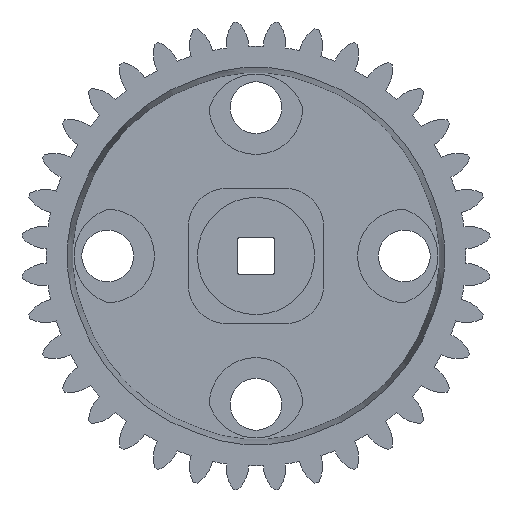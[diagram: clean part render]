
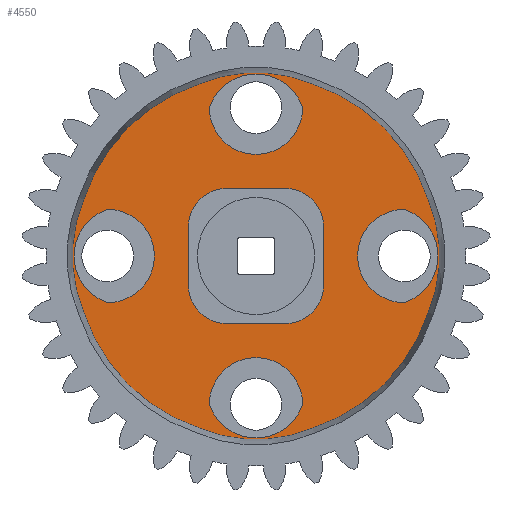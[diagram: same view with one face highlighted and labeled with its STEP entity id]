
A CAD part, front view. The second image highlights one B-rep face of the part: STEP entity #4550.
In plain terms, the highlighted planar face has unit normal (0, -1, 0).
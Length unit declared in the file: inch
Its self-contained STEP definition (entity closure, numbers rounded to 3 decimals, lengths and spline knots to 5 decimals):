
#33=FACE_BOUND('',#398,.T.);
#34=FACE_BOUND('',#399,.T.);
#35=FACE_BOUND('',#400,.T.);
#36=FACE_BOUND('',#401,.T.);
#37=FACE_BOUND('',#402,.T.);
#58=PLANE('',#4917);
#151=FACE_OUTER_BOUND('',#397,.T.);
#397=EDGE_LOOP('',(#2803,#2804,#2805,#2806,#2807,#2808,#2809,#2810));
#398=EDGE_LOOP('',(#2811,#2812));
#399=EDGE_LOOP('',(#2813,#2814));
#400=EDGE_LOOP('',(#2815,#2816));
#401=EDGE_LOOP('',(#2817,#2818,#2819,#2820,#2821,#2822,#2823,#2824));
#402=EDGE_LOOP('',(#2825,#2826));
#678=LINE('',#7323,#927);
#679=LINE('',#7327,#928);
#680=LINE('',#7331,#929);
#681=LINE('',#7335,#930);
#927=VECTOR('',#5707,0.2);
#928=VECTOR('',#5710,0.2);
#929=VECTOR('',#5713,0.2);
#930=VECTOR('',#5716,0.2);
#1179=CIRCLE('',#4895,0.16594);
#1181=CIRCLE('',#4898,0.15748);
#1182=CIRCLE('',#4900,0.49276);
#1184=CIRCLE('',#4903,0.49276);
#1194=CIRCLE('',#4918,0.49276);
#1195=CIRCLE('',#4919,0.61129);
#1196=CIRCLE('',#4920,0.49276);
#1197=CIRCLE('',#4921,0.61129);
#1198=CIRCLE('',#4922,0.61129);
#1199=CIRCLE('',#4923,0.61129);
#1200=CIRCLE('',#4924,0.16594);
#1201=CIRCLE('',#4925,0.16594);
#1202=CIRCLE('',#4926,0.15748);
#1203=CIRCLE('',#4927,0.15748);
#1204=CIRCLE('',#4928,0.12756);
#1205=CIRCLE('',#4929,0.12756);
#1206=CIRCLE('',#4930,0.12756);
#1207=CIRCLE('',#4931,0.12756);
#1208=CIRCLE('',#4932,0.16594);
#1209=CIRCLE('',#4933,0.15748);
#1616=VERTEX_POINT('',#7224);
#1617=VERTEX_POINT('',#7226);
#1620=VERTEX_POINT('',#7233);
#1621=VERTEX_POINT('',#7235);
#1622=VERTEX_POINT('',#7239);
#1623=VERTEX_POINT('',#7240);
#1626=VERTEX_POINT('',#7254);
#1627=VERTEX_POINT('',#7255);
#1646=VERTEX_POINT('',#7305);
#1647=VERTEX_POINT('',#7306);
#1648=VERTEX_POINT('',#7308);
#1649=VERTEX_POINT('',#7310);
#1650=VERTEX_POINT('',#7316);
#1651=VERTEX_POINT('',#7317);
#1652=VERTEX_POINT('',#7321);
#1653=VERTEX_POINT('',#7322);
#1654=VERTEX_POINT('',#7324);
#1655=VERTEX_POINT('',#7326);
#1656=VERTEX_POINT('',#7328);
#1657=VERTEX_POINT('',#7330);
#1658=VERTEX_POINT('',#7332);
#1659=VERTEX_POINT('',#7334);
#1660=VERTEX_POINT('',#7337);
#1661=VERTEX_POINT('',#7338);
#2080=EDGE_CURVE('',#1617,#1616,#1179,.T.);
#2084=EDGE_CURVE('',#1621,#1620,#1181,.T.);
#2086=EDGE_CURVE('',#1622,#1623,#1182,.T.);
#2090=EDGE_CURVE('',#1626,#1627,#1184,.T.);
#2110=EDGE_CURVE('',#1646,#1647,#1194,.T.);
#2111=EDGE_CURVE('',#1648,#1646,#1195,.T.);
#2112=EDGE_CURVE('',#1649,#1648,#1196,.T.);
#2113=EDGE_CURVE('',#1623,#1649,#1197,.T.);
#2114=EDGE_CURVE('',#1627,#1622,#1198,.T.);
#2115=EDGE_CURVE('',#1647,#1626,#1199,.T.);
#2116=EDGE_CURVE('',#1620,#1621,#1200,.T.);
#2117=EDGE_CURVE('',#1650,#1651,#1201,.T.);
#2118=EDGE_CURVE('',#1651,#1650,#1202,.T.);
#2119=EDGE_CURVE('',#1616,#1617,#1203,.T.);
#2120=EDGE_CURVE('',#1652,#1653,#678,.T.);
#2121=EDGE_CURVE('',#1652,#1654,#1204,.T.);
#2122=EDGE_CURVE('',#1655,#1654,#679,.T.);
#2123=EDGE_CURVE('',#1655,#1656,#1205,.T.);
#2124=EDGE_CURVE('',#1657,#1656,#680,.T.);
#2125=EDGE_CURVE('',#1657,#1658,#1206,.T.);
#2126=EDGE_CURVE('',#1659,#1658,#681,.T.);
#2127=EDGE_CURVE('',#1659,#1653,#1207,.T.);
#2128=EDGE_CURVE('',#1660,#1661,#1208,.T.);
#2129=EDGE_CURVE('',#1661,#1660,#1209,.T.);
#2803=ORIENTED_EDGE('',*,*,#2110,.F.);
#2804=ORIENTED_EDGE('',*,*,#2111,.F.);
#2805=ORIENTED_EDGE('',*,*,#2112,.F.);
#2806=ORIENTED_EDGE('',*,*,#2113,.F.);
#2807=ORIENTED_EDGE('',*,*,#2086,.F.);
#2808=ORIENTED_EDGE('',*,*,#2114,.F.);
#2809=ORIENTED_EDGE('',*,*,#2090,.F.);
#2810=ORIENTED_EDGE('',*,*,#2115,.F.);
#2811=ORIENTED_EDGE('',*,*,#2116,.T.);
#2812=ORIENTED_EDGE('',*,*,#2084,.T.);
#2813=ORIENTED_EDGE('',*,*,#2117,.T.);
#2814=ORIENTED_EDGE('',*,*,#2118,.T.);
#2815=ORIENTED_EDGE('',*,*,#2080,.T.);
#2816=ORIENTED_EDGE('',*,*,#2119,.T.);
#2817=ORIENTED_EDGE('',*,*,#2120,.F.);
#2818=ORIENTED_EDGE('',*,*,#2121,.T.);
#2819=ORIENTED_EDGE('',*,*,#2122,.F.);
#2820=ORIENTED_EDGE('',*,*,#2123,.T.);
#2821=ORIENTED_EDGE('',*,*,#2124,.F.);
#2822=ORIENTED_EDGE('',*,*,#2125,.T.);
#2823=ORIENTED_EDGE('',*,*,#2126,.F.);
#2824=ORIENTED_EDGE('',*,*,#2127,.T.);
#2825=ORIENTED_EDGE('',*,*,#2128,.T.);
#2826=ORIENTED_EDGE('',*,*,#2129,.T.);
#4550=ADVANCED_FACE('',(#151,#33,#34,#35,#36,#37),#58,.F.);
#4895=AXIS2_PLACEMENT_3D('',#7227,#5630,#5631);
#4898=AXIS2_PLACEMENT_3D('',#7236,#5638,#5639);
#4900=AXIS2_PLACEMENT_3D('',#7241,#5643,#5644);
#4903=AXIS2_PLACEMENT_3D('',#7256,#5649,#5650);
#4917=AXIS2_PLACEMENT_3D('',#7304,#5685,#5686);
#4918=AXIS2_PLACEMENT_3D('',#7307,#5687,#5688);
#4919=AXIS2_PLACEMENT_3D('',#7309,#5689,#5690);
#4920=AXIS2_PLACEMENT_3D('',#7311,#5691,#5692);
#4921=AXIS2_PLACEMENT_3D('',#7312,#5693,#5694);
#4922=AXIS2_PLACEMENT_3D('',#7313,#5695,#5696);
#4923=AXIS2_PLACEMENT_3D('',#7314,#5697,#5698);
#4924=AXIS2_PLACEMENT_3D('',#7315,#5699,#5700);
#4925=AXIS2_PLACEMENT_3D('',#7318,#5701,#5702);
#4926=AXIS2_PLACEMENT_3D('',#7319,#5703,#5704);
#4927=AXIS2_PLACEMENT_3D('',#7320,#5705,#5706);
#4928=AXIS2_PLACEMENT_3D('',#7325,#5708,#5709);
#4929=AXIS2_PLACEMENT_3D('',#7329,#5711,#5712);
#4930=AXIS2_PLACEMENT_3D('',#7333,#5714,#5715);
#4931=AXIS2_PLACEMENT_3D('',#7336,#5717,#5718);
#4932=AXIS2_PLACEMENT_3D('',#7339,#5719,#5720);
#4933=AXIS2_PLACEMENT_3D('',#7340,#5721,#5722);
#5630=DIRECTION('center_axis',(0.,1.,0.));
#5631=DIRECTION('ref_axis',(0.,0.,-1.));
#5638=DIRECTION('center_axis',(0.,1.,0.));
#5639=DIRECTION('ref_axis',(0.,0.,-1.));
#5643=DIRECTION('center_axis',(0.,1.,0.));
#5644=DIRECTION('ref_axis',(1.,0.,0.));
#5649=DIRECTION('center_axis',(0.,1.,0.));
#5650=DIRECTION('ref_axis',(0.,0.,1.));
#5685=DIRECTION('center_axis',(0.,1.,0.));
#5686=DIRECTION('ref_axis',(0.,0.,1.));
#5687=DIRECTION('center_axis',(0.,1.,0.));
#5688=DIRECTION('ref_axis',(0.,0.,1.));
#5689=DIRECTION('center_axis',(0.,1.,0.));
#5690=DIRECTION('ref_axis',(0.,0.,1.));
#5691=DIRECTION('center_axis',(0.,1.,0.));
#5692=DIRECTION('ref_axis',(0.,0.,1.));
#5693=DIRECTION('center_axis',(0.,1.,0.));
#5694=DIRECTION('ref_axis',(0.,0.,1.));
#5695=DIRECTION('center_axis',(0.,1.,0.));
#5696=DIRECTION('ref_axis',(0.,0.,1.));
#5697=DIRECTION('center_axis',(0.,1.,0.));
#5698=DIRECTION('ref_axis',(0.,0.,1.));
#5699=DIRECTION('center_axis',(0.,1.,0.));
#5700=DIRECTION('ref_axis',(0.,0.,-1.));
#5701=DIRECTION('center_axis',(0.,1.,0.));
#5702=DIRECTION('ref_axis',(0.,0.,-1.));
#5703=DIRECTION('center_axis',(0.,1.,0.));
#5704=DIRECTION('ref_axis',(0.,0.,-1.));
#5705=DIRECTION('center_axis',(0.,1.,0.));
#5706=DIRECTION('ref_axis',(0.,0.,-1.));
#5707=DIRECTION('',(0.,0.,-1.));
#5708=DIRECTION('center_axis',(0.,1.,0.));
#5709=DIRECTION('ref_axis',(0.,0.,1.));
#5710=DIRECTION('',(-1.,0.,0.));
#5711=DIRECTION('center_axis',(0.,1.,0.));
#5712=DIRECTION('ref_axis',(0.,0.,1.));
#5713=DIRECTION('',(0.,0.,1.));
#5714=DIRECTION('center_axis',(0.,1.,0.));
#5715=DIRECTION('ref_axis',(0.,0.,1.));
#5716=DIRECTION('',(1.,0.,0.));
#5717=DIRECTION('center_axis',(0.,1.,0.));
#5718=DIRECTION('ref_axis',(0.,0.,1.));
#5719=DIRECTION('center_axis',(0.,1.,0.));
#5720=DIRECTION('ref_axis',(0.,0.,-1.));
#5721=DIRECTION('center_axis',(0.,1.,0.));
#5722=DIRECTION('ref_axis',(0.,0.,-1.));
#7224=CARTESIAN_POINT('',(-0.15748,-0.04331,-0.5));
#7226=CARTESIAN_POINT('',(0.15748,-0.04331,-0.5));
#7227=CARTESIAN_POINT('Origin',(0.,-0.04331,-0.44768));
#7233=CARTESIAN_POINT('',(-0.15748,-0.04331,0.5));
#7235=CARTESIAN_POINT('',(0.15748,-0.04331,0.5));
#7236=CARTESIAN_POINT('Origin',(0.,-0.04331,
0.5));
#7239=CARTESIAN_POINT('',(0.58084,-0.04331,0.19053));
#7240=CARTESIAN_POINT('',(0.58084,-0.04331,-0.19053));
#7241=CARTESIAN_POINT('Origin',(0.1264,-0.04331,0.));
#7254=CARTESIAN_POINT('',(-0.19053,-0.04331,0.58084));
#7255=CARTESIAN_POINT('',(0.19053,-0.04331,0.58084));
#7256=CARTESIAN_POINT('Origin',(0.,-0.04331,
0.1264));
#7304=CARTESIAN_POINT('Origin',(0.,-0.04331,0.));
#7305=CARTESIAN_POINT('',(-0.58084,-0.04331,-0.19053));
#7306=CARTESIAN_POINT('',(-0.58084,-0.04331,0.19053));
#7307=CARTESIAN_POINT('Origin',(-0.1264,-0.04331,0.));
#7308=CARTESIAN_POINT('',(-0.19053,-0.04331,-0.58084));
#7309=CARTESIAN_POINT('Origin',(0.,-0.04331,0.));
#7310=CARTESIAN_POINT('',(0.19053,-0.04331,-0.58084));
#7311=CARTESIAN_POINT('Origin',(0.,-0.04331,-0.1264));
#7312=CARTESIAN_POINT('Origin',(0.,-0.04331,0.));
#7313=CARTESIAN_POINT('Origin',(0.,-0.04331,0.));
#7314=CARTESIAN_POINT('Origin',(0.,-0.04331,0.));
#7315=CARTESIAN_POINT('Origin',(0.,-0.04331,
0.44768));
#7316=CARTESIAN_POINT('',(-0.5,-0.04331,-0.15748));
#7317=CARTESIAN_POINT('',(-0.5,-0.04331,0.15748));
#7318=CARTESIAN_POINT('Origin',(-0.44768,-0.04331,
0.));
#7319=CARTESIAN_POINT('Origin',(-0.5,-0.04331,0.));
#7320=CARTESIAN_POINT('Origin',(0.,-0.04331,-0.5));
#7321=CARTESIAN_POINT('',(-0.22756,-0.04331,0.1));
#7322=CARTESIAN_POINT('',(-0.22756,-0.04331,-0.1));
#7323=CARTESIAN_POINT('',(-0.22756,-0.04331,0.1));
#7324=CARTESIAN_POINT('',(-0.1,-0.04331,0.22756));
#7325=CARTESIAN_POINT('Origin',(-0.1,-0.04331,0.1));
#7326=CARTESIAN_POINT('',(0.1,-0.04331,0.22756));
#7327=CARTESIAN_POINT('',(0.1,-0.04331,0.22756));
#7328=CARTESIAN_POINT('',(0.22756,-0.04331,0.1));
#7329=CARTESIAN_POINT('Origin',(0.1,-0.04331,0.1));
#7330=CARTESIAN_POINT('',(0.22756,-0.04331,-0.1));
#7331=CARTESIAN_POINT('',(0.22756,-0.04331,-0.1));
#7332=CARTESIAN_POINT('',(0.1,-0.04331,-0.22756));
#7333=CARTESIAN_POINT('Origin',(0.1,-0.04331,-0.1));
#7334=CARTESIAN_POINT('',(-0.1,-0.04331,-0.22756));
#7335=CARTESIAN_POINT('',(-0.1,-0.04331,-0.22756));
#7336=CARTESIAN_POINT('Origin',(-0.1,-0.04331,-0.1));
#7337=CARTESIAN_POINT('',(0.5,-0.04331,0.15748));
#7338=CARTESIAN_POINT('',(0.5,-0.04331,-0.15748));
#7339=CARTESIAN_POINT('Origin',(0.44768,-0.04331,0.));
#7340=CARTESIAN_POINT('Origin',(0.5,-0.04331,0.));
